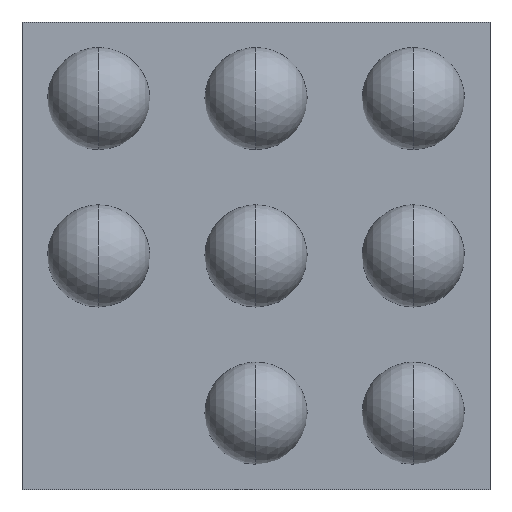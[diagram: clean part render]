
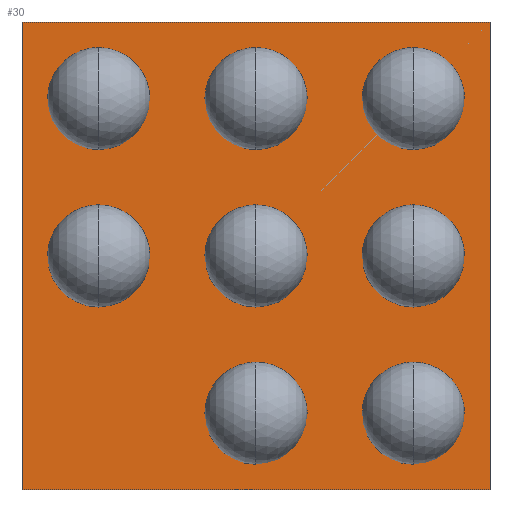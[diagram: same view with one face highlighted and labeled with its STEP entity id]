
A CAD part, front view. The second image highlights one B-rep face of the part: STEP entity #30.
In plain terms, the highlighted planar face has unit normal (0, -1, 0).
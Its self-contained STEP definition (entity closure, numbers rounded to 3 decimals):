
#2 = VECTOR ( 'NONE', #808, 1000. ) ;
#13 = CARTESIAN_POINT ( 'NONE',  ( -0.595, 0.22, 0.595 ) ) ;
#30 = ADVANCED_FACE ( 'NONE', ( #247 ), #385, .F. ) ;
#72 = EDGE_CURVE ( 'NONE', #828, #203, #665, .T. ) ;
#82 = CARTESIAN_POINT ( 'NONE',  ( -0.595, 0.22, 0.595 ) ) ;
#91 = EDGE_CURVE ( 'NONE', #167, #828, #676, .T. ) ;
#97 = CARTESIAN_POINT ( 'NONE',  ( -0.595, 0.22, 0.595 ) ) ;
#130 = CARTESIAN_POINT ( 'NONE',  ( 0.595, 0.22, 0.595 ) ) ;
#167 = VERTEX_POINT ( 'NONE', #775 ) ;
#169 = LINE ( 'NONE', #13, #2 ) ;
#203 = VERTEX_POINT ( 'NONE', #130 ) ;
#240 = CARTESIAN_POINT ( 'NONE',  ( 0.595, 0.22, -0.595 ) ) ;
#242 = VERTEX_POINT ( 'NONE', #97 ) ;
#247 = FACE_OUTER_BOUND ( 'NONE', #654, .T. ) ;
#254 = EDGE_CURVE ( 'NONE', #203, #242, #864, .T. ) ;
#255 = VECTOR ( 'NONE', #820, 1000. ) ;
#257 = ORIENTED_EDGE ( 'NONE', *, *, #91, .T. ) ;
#274 = AXIS2_PLACEMENT_3D ( 'NONE', #571, #884, #709 ) ;
#275 = EDGE_CURVE ( 'NONE', #242, #167, #169, .T. ) ;
#287 = VECTOR ( 'NONE', #340, 1000. ) ;
#326 = ORIENTED_EDGE ( 'NONE', *, *, #72, .T. ) ;
#340 = DIRECTION ( 'NONE',  ( 0., 0., 1. ) ) ;
#385 = PLANE ( 'NONE',  #274 ) ;
#571 = CARTESIAN_POINT ( 'NONE',  ( 0., 0.22, 0. ) ) ;
#583 = ORIENTED_EDGE ( 'NONE', *, *, #275, .T. ) ;
#632 = DIRECTION ( 'NONE',  ( -1., 0., 0. ) ) ;
#640 = ORIENTED_EDGE ( 'NONE', *, *, #254, .T. ) ;
#654 = EDGE_LOOP ( 'NONE', ( #326, #640, #583, #257 ) ) ;
#665 = LINE ( 'NONE', #837, #287 ) ;
#676 = LINE ( 'NONE', #895, #255 ) ;
#709 = DIRECTION ( 'NONE',  ( 0., 0., 1. ) ) ;
#775 = CARTESIAN_POINT ( 'NONE',  ( -0.595, 0.22, -0.595 ) ) ;
#808 = DIRECTION ( 'NONE',  ( 0., 0., -1. ) ) ;
#820 = DIRECTION ( 'NONE',  ( 1., 0., 0. ) ) ;
#828 = VERTEX_POINT ( 'NONE', #240 ) ;
#837 = CARTESIAN_POINT ( 'NONE',  ( 0.595, 0.22, 0.595 ) ) ;
#864 = LINE ( 'NONE', #82, #993 ) ;
#884 = DIRECTION ( 'NONE',  ( 0., 1., 0. ) ) ;
#895 = CARTESIAN_POINT ( 'NONE',  ( -0.595, 0.22, -0.595 ) ) ;
#993 = VECTOR ( 'NONE', #632, 1000. ) ;
